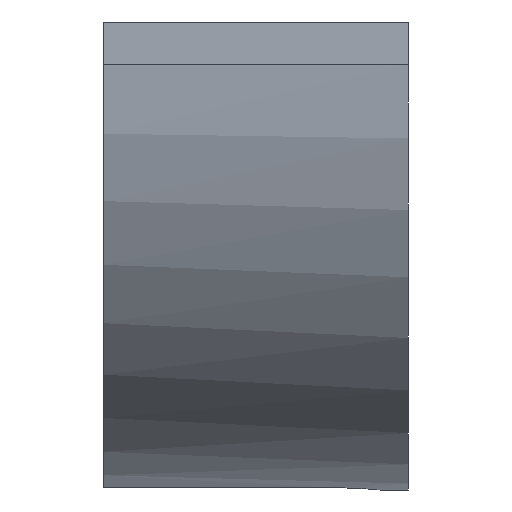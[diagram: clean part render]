
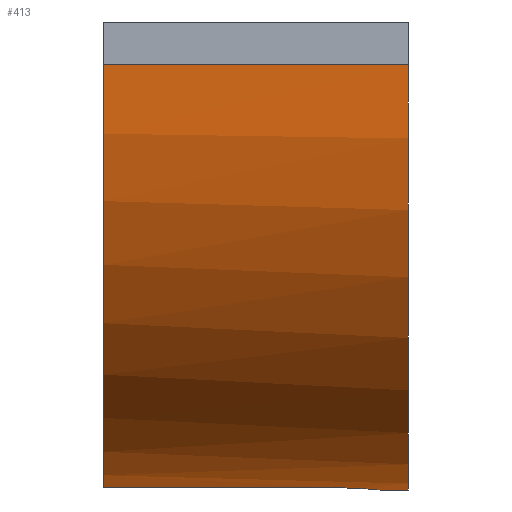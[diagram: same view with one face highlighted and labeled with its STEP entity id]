
A CAD part, left-side view. The second image highlights one B-rep face of the part: STEP entity #413.
In plain terms, the highlighted cylindrical face has radius 30 mm (diameter 60 mm), a partial arc.
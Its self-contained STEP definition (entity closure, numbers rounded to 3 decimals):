
#16=B_SPLINE_CURVE_WITH_KNOTS('',3,(#600,#601,#602,#603,#604,#605,#606,
#607,#608,#609),.UNSPECIFIED.,.F.,.F.,(4,2,2,2,4),(0.,0.113,
0.226,0.339,0.452),.UNSPECIFIED.);
#17=B_SPLINE_CURVE_WITH_KNOTS('',3,(#611,#612,#613,#614,#615,#616,#617,
#618,#619,#620),.UNSPECIFIED.,.F.,.F.,(4,2,2,2,4),(-0.452,-0.339,
-0.226,-0.113,0.),.UNSPECIFIED.);
#24=CYLINDRICAL_SURFACE('',#458,30.);
#48=FACE_OUTER_BOUND('',#71,.T.);
#71=EDGE_LOOP('',(#364,#365,#366,#367,#368,#369,#370,#371,#372));
#84=LINE('',#642,#126);
#102=LINE('',#687,#144);
#110=LINE('',#707,#152);
#116=LINE('',#718,#158);
#126=VECTOR('',#486,10.);
#144=VECTOR('',#526,10.);
#152=VECTOR('',#552,10.);
#158=VECTOR('',#562,10.);
#163=CIRCLE('',#438,30.);
#165=CIRCLE('',#443,30.);
#169=CIRCLE('',#459,30.);
#178=VERTEX_POINT('',#597);
#179=VERTEX_POINT('',#599);
#180=VERTEX_POINT('',#610);
#185=VERTEX_POINT('',#640);
#190=VERTEX_POINT('',#653);
#191=VERTEX_POINT('',#655);
#199=VERTEX_POINT('',#676);
#204=VERTEX_POINT('',#706);
#207=VERTEX_POINT('',#716);
#217=EDGE_CURVE('',#178,#179,#16,.T.);
#218=EDGE_CURVE('',#179,#180,#17,.T.);
#225=EDGE_CURVE('',#178,#185,#84,.T.);
#231=EDGE_CURVE('',#190,#191,#163,.T.);
#242=EDGE_CURVE('',#199,#185,#165,.T.);
#247=EDGE_CURVE('',#180,#190,#102,.T.);
#257=EDGE_CURVE('',#204,#191,#110,.T.);
#263=EDGE_CURVE('',#199,#207,#116,.T.);
#264=EDGE_CURVE('',#204,#207,#169,.T.);
#364=ORIENTED_EDGE('',*,*,#263,.T.);
#365=ORIENTED_EDGE('',*,*,#264,.F.);
#366=ORIENTED_EDGE('',*,*,#257,.T.);
#367=ORIENTED_EDGE('',*,*,#231,.F.);
#368=ORIENTED_EDGE('',*,*,#247,.F.);
#369=ORIENTED_EDGE('',*,*,#218,.F.);
#370=ORIENTED_EDGE('',*,*,#217,.F.);
#371=ORIENTED_EDGE('',*,*,#225,.T.);
#372=ORIENTED_EDGE('',*,*,#242,.F.);
#413=ADVANCED_FACE('',(#48),#24,.T.);
#438=AXIS2_PLACEMENT_3D('',#656,#496,#497);
#443=AXIS2_PLACEMENT_3D('',#678,#515,#516);
#458=AXIS2_PLACEMENT_3D('',#719,#563,#564);
#459=AXIS2_PLACEMENT_3D('',#720,#565,#566);
#486=DIRECTION('',(0.,1.,0.));
#496=DIRECTION('center_axis',(0.,1.,0.));
#497=DIRECTION('ref_axis',(1.,0.,0.));
#515=DIRECTION('center_axis',(0.,1.,0.));
#516=DIRECTION('ref_axis',(1.,0.,0.));
#526=DIRECTION('',(0.,1.,0.));
#552=DIRECTION('',(0.,1.,0.));
#562=DIRECTION('',(0.,-1.,0.));
#563=DIRECTION('center_axis',(0.,-1.,0.));
#564=DIRECTION('ref_axis',(1.,0.,0.));
#565=DIRECTION('center_axis',(0.,-1.,0.));
#566=DIRECTION('ref_axis',(1.,0.,0.));
#597=CARTESIAN_POINT('',(3.,3.,-29.85));
#599=CARTESIAN_POINT('',(0.,0.,-30.));
#600=CARTESIAN_POINT('Ctrl Pts',(3.,3.,-29.85));
#601=CARTESIAN_POINT('Ctrl Pts',(3.,2.623,-29.85));
#602=CARTESIAN_POINT('Ctrl Pts',(2.925,2.221,-29.857));
#603=CARTESIAN_POINT('Ctrl Pts',(2.618,1.482,-29.886));
#604=CARTESIAN_POINT('Ctrl Pts',(2.388,1.145,-29.906));
#605=CARTESIAN_POINT('Ctrl Pts',(1.855,0.612,-29.944));
#606=CARTESIAN_POINT('Ctrl Pts',(1.518,0.382,-29.964));
#607=CARTESIAN_POINT('Ctrl Pts',(0.779,0.075,-29.992));
#608=CARTESIAN_POINT('Ctrl Pts',(0.377,0.,
-30.));
#609=CARTESIAN_POINT('Ctrl Pts',(0.,0.,
-30.));
#610=CARTESIAN_POINT('',(-3.,3.,-29.85));
#611=CARTESIAN_POINT('Ctrl Pts',(0.,0.,
-30.));
#612=CARTESIAN_POINT('Ctrl Pts',(-0.377,0.,
-30.));
#613=CARTESIAN_POINT('Ctrl Pts',(-0.779,0.075,
-29.992));
#614=CARTESIAN_POINT('Ctrl Pts',(-1.518,0.382,-29.964));
#615=CARTESIAN_POINT('Ctrl Pts',(-1.855,0.612,-29.944));
#616=CARTESIAN_POINT('Ctrl Pts',(-2.388,1.145,-29.906));
#617=CARTESIAN_POINT('Ctrl Pts',(-2.618,1.482,-29.886));
#618=CARTESIAN_POINT('Ctrl Pts',(-2.925,2.221,-29.857));
#619=CARTESIAN_POINT('Ctrl Pts',(-3.,2.623,-29.85));
#620=CARTESIAN_POINT('Ctrl Pts',(-3.,3.,-29.85));
#640=CARTESIAN_POINT('',(3.,19.5,-29.85));
#642=CARTESIAN_POINT('',(3.,0.,-29.85));
#653=CARTESIAN_POINT('',(-3.,19.5,-29.85));
#655=CARTESIAN_POINT('',(-30.,19.5,0.));
#656=CARTESIAN_POINT('Origin',(0.,19.5,0.));
#676=CARTESIAN_POINT('',(30.,19.5,0.));
#678=CARTESIAN_POINT('Origin',(0.,19.5,0.));
#687=CARTESIAN_POINT('',(-3.,0.,-29.85));
#706=CARTESIAN_POINT('',(-30.,-2.,0.));
#707=CARTESIAN_POINT('',(-30.,0.,0.));
#716=CARTESIAN_POINT('',(30.,-2.,0.));
#718=CARTESIAN_POINT('',(30.,0.,0.));
#719=CARTESIAN_POINT('Origin',(0.,0.,0.));
#720=CARTESIAN_POINT('Origin',(0.,-2.,0.));
